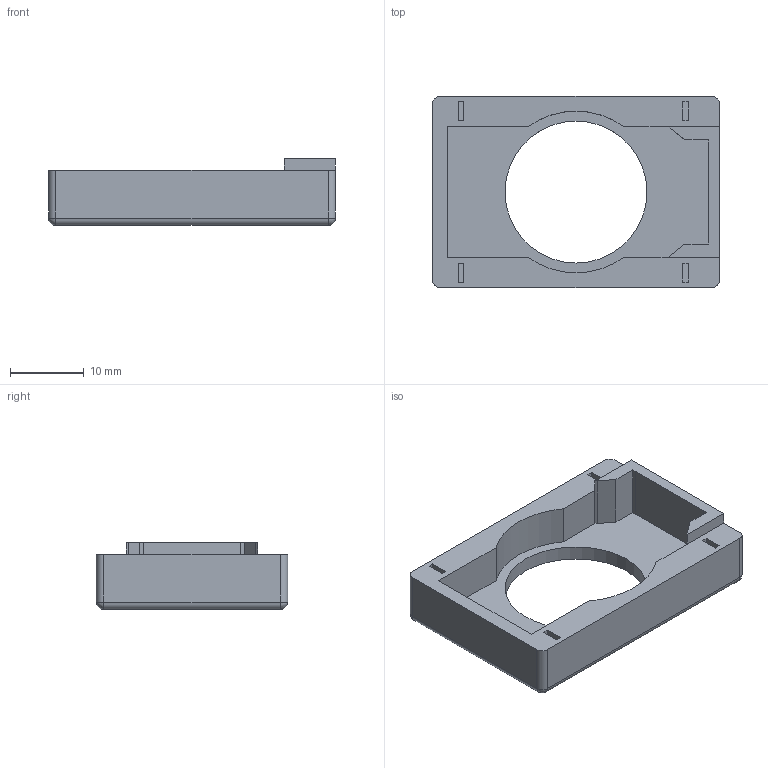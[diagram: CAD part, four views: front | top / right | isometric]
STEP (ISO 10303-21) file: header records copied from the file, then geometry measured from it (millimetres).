
FILE_DESCRIPTION(/* description */ (''),/* implementation_level */ '2;1');
FILE_NAME(/* name */ 'lid.step',/* time_stamp */ '2025-07-31T18:55:37+01:00',/* author */ (''),/* organization */ (''),/* preprocessor_version */ 'ST-DEVELOPER v20.1',/* originating_system */ 'Autodesk Translation Framework v14.10.0.0',/* authorisation */ '');
FILE_SCHEMA (('AUTOMOTIVE_DESIGN { 1 0 10303 214 3 1 1 }'));
Length unit declared in the file: millimetre
Products named in the file (1): Lid
Bounding box: 39.02 x 26 x 9.1 mm (x, y, z)
Volume: 3328.8 mm3; surface area: 3399 mm2
Topology: 1 solids, 1 shells, 80 faces, 196 edges, 126 vertices
Faces by surface type: plane 65, cylinder 11, sphere 4
Full cylindrical faces by diameter (mm): 19.3 x1
Entity records: 2354 total; most frequent: CARTESIAN_POINT 403, ORIENTED_EDGE 392, DIRECTION 380, EDGE_CURVE 196, LINE 174, VECTOR 174, VERTEX_POINT 126, AXIS2_PLACEMENT_3D 103
